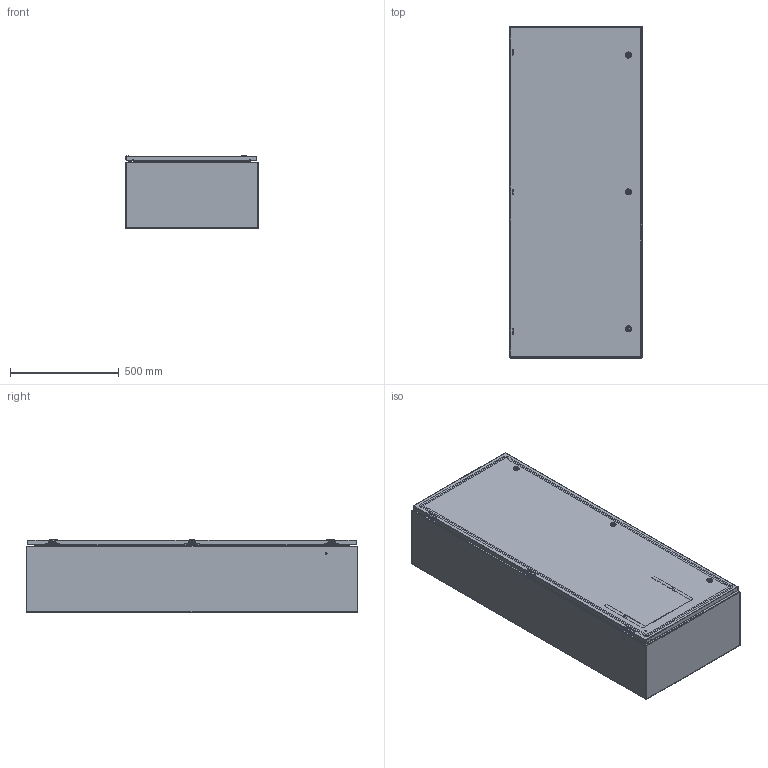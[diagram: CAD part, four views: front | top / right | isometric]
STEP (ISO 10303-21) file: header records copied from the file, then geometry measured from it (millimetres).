
FILE_DESCRIPTION (( 'STEP AP214' ), '1' );
FILE_NAME ('SCE-60EL2412LP.STEP', '2023-08-23T10:44:31', ( '' ), ( '' ), 'SwSTEP 2.0', 'SolidWorks 2021', '' );
FILE_SCHEMA (( 'AUTOMOTIVE_DESIGN' ));
Length unit declared in the file: inch
Products named in the file (1): SCE-60EL2412LP
Bounding box: 609.6 x 1524 x 335.93 mm (x, y, z)
Volume: 9481833.5 mm3; surface area: 8961533.4 mm2
Topology: 31 solids, 31 shells, 1821 faces, 4754 edges, 3017 vertices
Faces by surface type: plane 861, cylinder 671, bspline 184, cone 72, torus 33
Full cylindrical faces by diameter (mm): 4.775 x4, 11.112 x4
Entity records: 77778 total; most frequent: CARTESIAN_POINT 33057, ORIENTED_EDGE 9428, DIRECTION 9019, EDGE_CURVE 4714, AXIS2_PLACEMENT_3D 3106, VERTEX_POINT 3017, VECTOR 2807, LINE 2807
